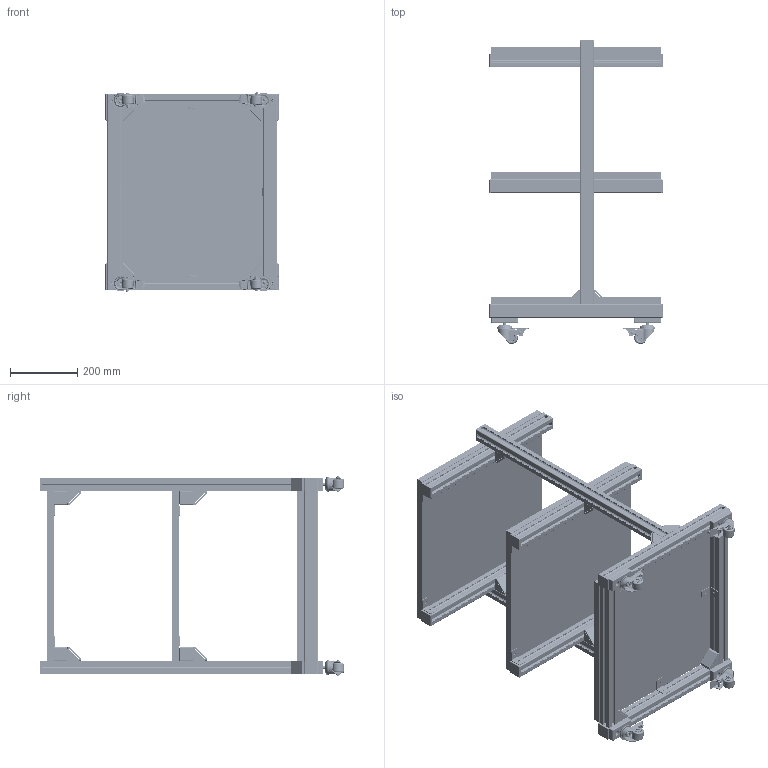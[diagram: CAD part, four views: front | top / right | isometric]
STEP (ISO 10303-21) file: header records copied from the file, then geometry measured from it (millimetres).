
FILE_DESCRIPTION (( 'STEP AP214' ), '1' );
FILE_NAME ('Ïîäêàòíàÿ íàïîëüíàÿ ñòîéêà H=900ìì.STEP', '2023-03-17T08:55:08', ( '' ), ( '' ), 'SwSTEP 2.0', 'SolidWorks 2022', '' );
FILE_SCHEMA (( 'AUTOMOTIVE_DESIGN' ));
Length unit declared in the file: millimetre
Products named in the file (12): A18_01; 40х40SL_2; A312_00; 40х40SL_4; T25_00; Подкатная напольная стойка H=900мм; 40х40SL_1; Фанера4; D02_00; A19_00; E36_00; 40х40SL_3
Assembly tree (71 placements, depth 2):
  Подкатная напольная стойка H=900мм
    40х40SL_1  x2
    40х40SL_2  x2
    40х40SL_3  x2
    40х40SL_4  x4
    A312_00  x4
    T25_00  x4
    A19_00  x14
    A18_01  x12
    D02_00  x12
    E36_00  x12
    Фанера4  x3
Bounding box: 515.6 x 905.29 x 596.01 mm (x, y, z)
Volume: 19889324.2 mm3; surface area: 5037219.9 mm2
Topology: 111 solids, 111 shells, 9100 faces, 24412 edges, 15664 vertices
Faces by surface type: plane 4644, cylinder 3616, torus 300, cone 216, bspline 172, sphere 152
Entity records: 76631 total; most frequent: CARTESIAN_POINT 14225, DIRECTION 12410, ORIENTED_EDGE 12260, EDGE_CURVE 6130, AXIS2_PLACEMENT_3D 4228, VERTEX_POINT 4006, LINE 3954, VECTOR 3954
